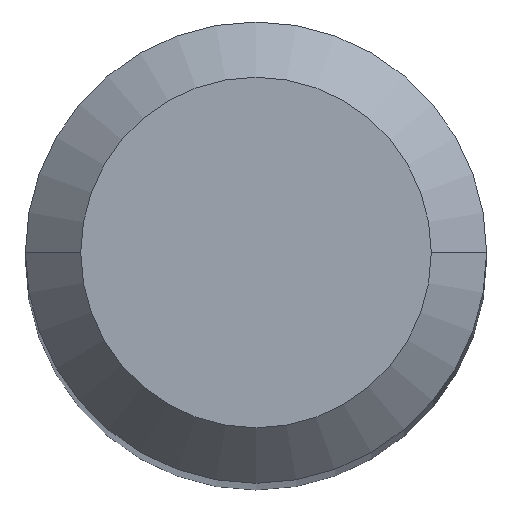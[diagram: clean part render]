
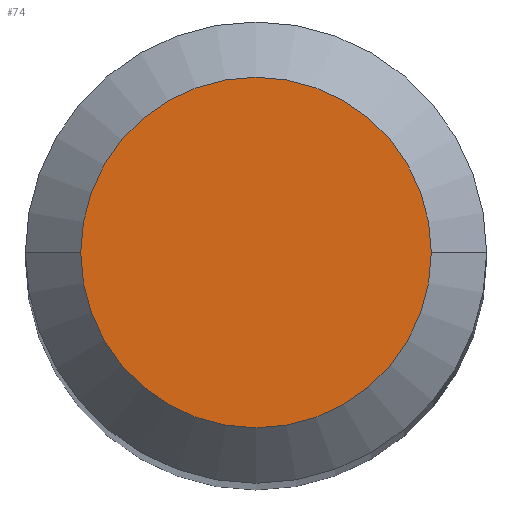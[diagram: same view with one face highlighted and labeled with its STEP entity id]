
A CAD part, top view. The second image highlights one B-rep face of the part: STEP entity #74.
In plain terms, the highlighted planar face has unit normal (0, 0, 1).
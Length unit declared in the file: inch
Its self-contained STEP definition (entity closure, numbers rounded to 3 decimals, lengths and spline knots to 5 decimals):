
#23 = CIRCLE ( 'NONE', #401, 0.0475 ) ;
#28 = CIRCLE ( 'NONE', #197, 0.0475 ) ;
#29 = DIRECTION ( 'NONE',  ( -1., 0., 0. ) ) ;
#34 = DIRECTION ( 'NONE',  ( 0., 0., 1. ) ) ;
#74 = ADVANCED_FACE ( 'NONE', ( #355 ), #280, .F. ) ;
#143 = ORIENTED_EDGE ( 'NONE', *, *, #462, .T. ) ;
#163 = VERTEX_POINT ( 'NONE', #451 ) ;
#170 = CARTESIAN_POINT ( 'NONE',  ( 0.0475, 0., 0. ) ) ;
#181 = DIRECTION ( 'NONE',  ( 1., 0., 0. ) ) ;
#197 = AXIS2_PLACEMENT_3D ( 'NONE', #388, #34, #181 ) ;
#218 = DIRECTION ( 'NONE',  ( 1., 0., 0. ) ) ;
#247 = CARTESIAN_POINT ( 'NONE',  ( 0., 0.0475, 0. ) ) ;
#262 = EDGE_LOOP ( 'NONE', ( #366, #143 ) ) ;
#268 = VERTEX_POINT ( 'NONE', #170 ) ;
#280 = PLANE ( 'NONE',  #281 ) ;
#281 = AXIS2_PLACEMENT_3D ( 'NONE', #247, #447, #29 ) ;
#336 = CARTESIAN_POINT ( 'NONE',  ( 0., 0., 0. ) ) ;
#355 = FACE_OUTER_BOUND ( 'NONE', #262, .T. ) ;
#366 = ORIENTED_EDGE ( 'NONE', *, *, #392, .T. ) ;
#388 = CARTESIAN_POINT ( 'NONE',  ( 0., 0., 0. ) ) ;
#392 = EDGE_CURVE ( 'NONE', #163, #268, #23, .T. ) ;
#401 = AXIS2_PLACEMENT_3D ( 'NONE', #336, #464, #218 ) ;
#447 = DIRECTION ( 'NONE',  ( 0., 0., -1. ) ) ;
#451 = CARTESIAN_POINT ( 'NONE',  ( -0.0475, 0., 0. ) ) ;
#462 = EDGE_CURVE ( 'NONE', #268, #163, #28, .T. ) ;
#464 = DIRECTION ( 'NONE',  ( 0., 0., 1. ) ) ;
